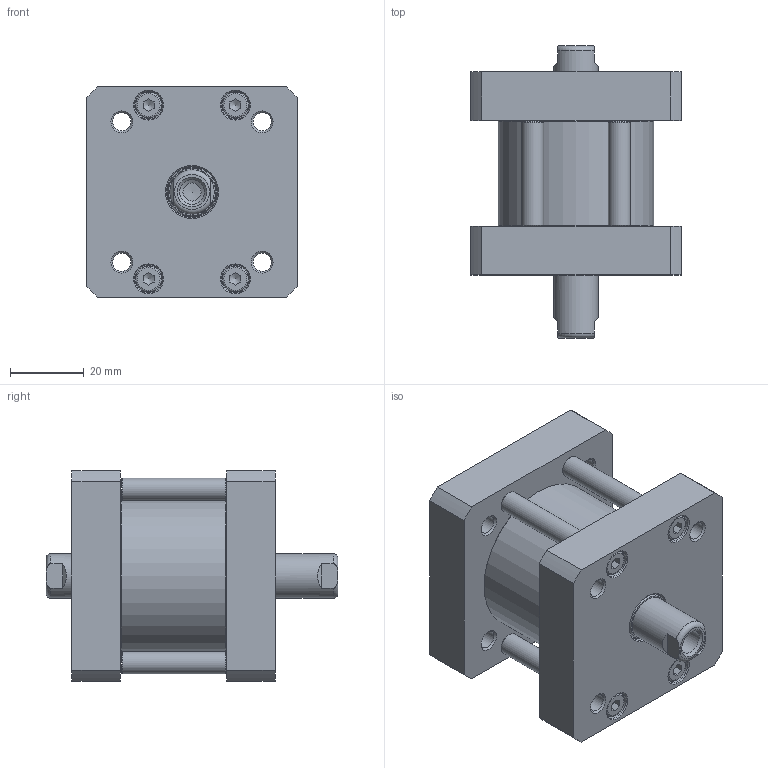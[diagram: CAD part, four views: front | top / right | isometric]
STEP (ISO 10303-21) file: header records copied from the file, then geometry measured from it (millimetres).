
FILE_DESCRIPTION((''),'2;1');
FILE_NAME('XDMP040.010.GS.F.stp','2014-03-24T11:05:56',('carlo.corazza'),(''),'Autodesk Inventor 2012','Autodesk Inventor 2012','');
FILE_SCHEMA(('AUTOMOTIVE_DESIGN { 1 0 10303 214 1 1 1 1 }'));
Length unit declared in the file: millimetre
Products named in the file (6): XDMP040..GS.F; CORPO-010; STELO-010; TA; TIRANTE-010
Assembly tree (9 placements, depth 2):
  XDMP040..GS.F
    CORPO-010
    STELO-010  x2
    TA
    TIRANTE-010  x4
    TA
Bounding box: 57 x 79 x 57 mm (x, y, z)
Volume: 91109.5 mm3; surface area: 39539.9 mm2
Topology: 9 solids, 19 shells, 296 faces, 644 edges, 396 vertices
Faces by surface type: plane 112, cone 98, cylinder 70, torus 16
Full cylindrical faces by diameter (mm): 3 x2, 3.242 x4, 4.9 x8, 4.917 x10, 6 x4, 6.647 x2, 7 x8, 7.5 x8, 8.566 x2, 12 x2, 12.54 x2, 13.7 x2, 14 x2, 16.32 x2, 16.5 x2, 40 x1, 42 x1
Entity records: 6716 total; most frequent: CARTESIAN_POINT 1259, DIRECTION 1086, ORIENTED_EDGE 782, AXIS2_PLACEMENT_3D 476, EDGE_LOOP 464, EDGE_CURVE 391, VERTEX_POINT 323, STYLED_ITEM 263
